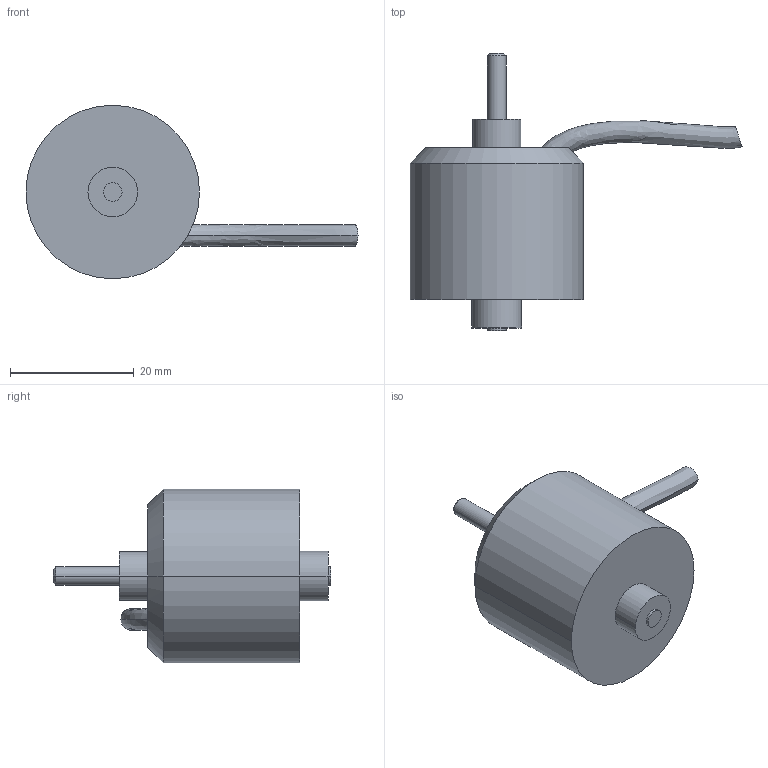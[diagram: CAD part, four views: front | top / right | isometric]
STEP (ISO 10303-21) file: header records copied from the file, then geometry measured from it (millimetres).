
FILE_DESCRIPTION (( 'STEP AP203' ), '1' );
FILE_NAME ('moteur-1300_Défaut_sldprt.STEP', '2017-09-14T07:31:50', ( '' ), ( '' ), 'SwSTEP 2.0', 'SolidWorks 2016', '' );
FILE_SCHEMA (( 'CONFIG_CONTROL_DESIGN' ));
Length unit declared in the file: millimetre
Products named in the file (1): moteur-1300_Défaut_sldprt
Bounding box: 53.57 x 44.7 x 28 mm (x, y, z)
Volume: 15195 mm3; surface area: 4391.5 mm2
Topology: 1 solids, 1 shells, 35 faces, 71 edges, 46 vertices
Faces by surface type: cylinder 18, plane 11, cone 4, bspline 2
Entity records: 1318 total; most frequent: CARTESIAN_POINT 478, DIRECTION 176, ORIENTED_EDGE 142, AXIS2_PLACEMENT_3D 77, EDGE_CURVE 71, VERTEX_POINT 46, CIRCLE 43, EDGE_LOOP 43
